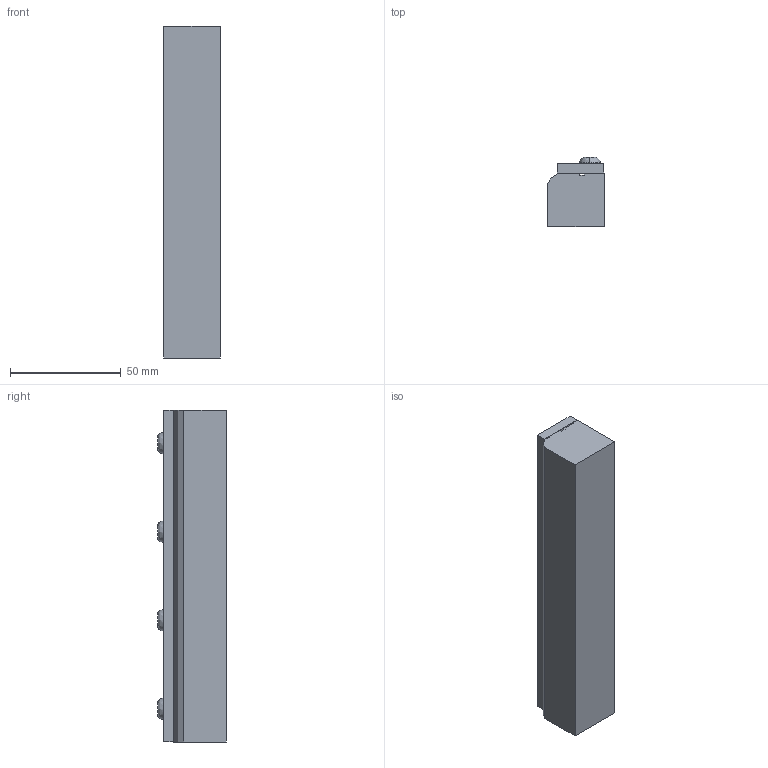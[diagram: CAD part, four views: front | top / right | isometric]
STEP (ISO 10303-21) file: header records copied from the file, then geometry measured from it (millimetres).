
FILE_DESCRIPTION (( 'STEP AP203' ), '1' );
FILE_NAME ('SE150.STEP', '2015-02-09T14:42:01', ( '' ), ( '' ), 'SwSTEP 2.0', 'SolidWorks 2014', '' );
FILE_SCHEMA (( 'CONFIG_CONTROL_DESIGN' ));
Length unit declared in the file: millimetre
Products named in the file (1): SE150
Bounding box: 25.4 x 31.16 x 150 mm (x, y, z)
Volume: 95296.9 mm3; surface area: 30598.5 mm2
Topology: 6 solids, 6 shells, 152 faces, 411 edges, 263 vertices
Faces by surface type: plane 70, cylinder 40, cone 34, bspline 8
Entity records: 5067 total; most frequent: CARTESIAN_POINT 1191, DIRECTION 798, ORIENTED_EDGE 794, EDGE_CURVE 397, AXIS2_PLACEMENT_3D 294, VERTEX_POINT 263, VECTOR 210, LINE 210
